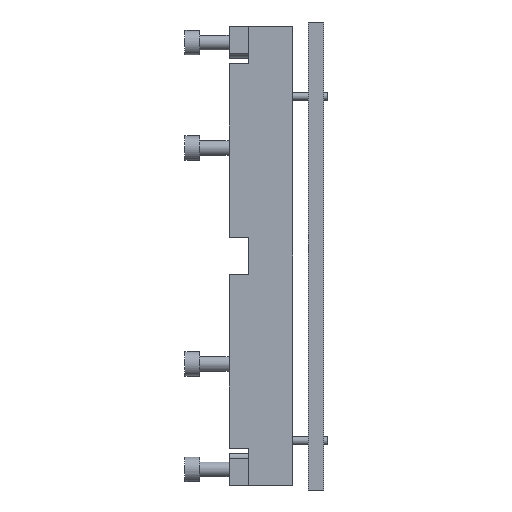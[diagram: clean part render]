
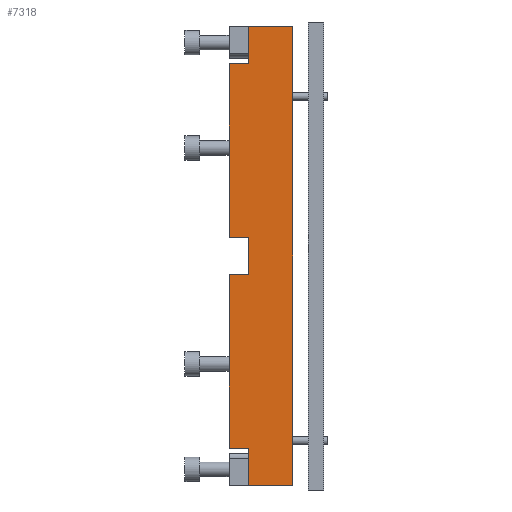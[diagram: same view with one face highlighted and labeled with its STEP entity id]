
A CAD part, left-side view. The second image highlights one B-rep face of the part: STEP entity #7318.
In plain terms, the highlighted planar face has unit normal (-1, 0, 0).
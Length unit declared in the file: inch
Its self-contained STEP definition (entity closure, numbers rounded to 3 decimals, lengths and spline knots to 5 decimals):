
#73 = DIRECTION ( 'NONE',  ( 0., 1., 0. ) ) ;
#130 = DIRECTION ( 'NONE',  ( 0., 0., 1. ) ) ;
#234 = EDGE_CURVE ( 'NONE', #313, #2888, #5649, .T. ) ;
#313 = VERTEX_POINT ( 'NONE', #7127 ) ;
#736 = DIRECTION ( 'NONE',  ( 0., 0., -1. ) ) ;
#884 = VECTOR ( 'NONE', #5544, 39.37008 ) ;
#927 = VERTEX_POINT ( 'NONE', #7618 ) ;
#974 = VECTOR ( 'NONE', #2914, 39.37008 ) ;
#1057 = CARTESIAN_POINT ( 'NONE',  ( -0.92126, 0.17717, -0.0748 ) ) ;
#1058 = LINE ( 'NONE', #4765, #7756 ) ;
#1173 = ORIENTED_EDGE ( 'NONE', *, *, #3150, .F. ) ;
#1214 = ORIENTED_EDGE ( 'NONE', *, *, #6263, .F. ) ;
#1312 = ORIENTED_EDGE ( 'NONE', *, *, #3928, .F. ) ;
#1403 = EDGE_CURVE ( 'NONE', #7211, #927, #7832, .T. ) ;
#1423 = ORIENTED_EDGE ( 'NONE', *, *, #2998, .T. ) ;
#1531 = CARTESIAN_POINT ( 'NONE',  ( -0.92126, 0.25591, -0.0748 ) ) ;
#1678 = VERTEX_POINT ( 'NONE', #2445 ) ;
#1692 = CARTESIAN_POINT ( 'NONE',  ( -0.92126, 0.17717, -0.77165 ) ) ;
#1714 = CARTESIAN_POINT ( 'NONE',  ( -0.92126, 0.25591, -0.77165 ) ) ;
#1722 = CARTESIAN_POINT ( 'NONE',  ( -0.92126, 0., -0.92126 ) ) ;
#1781 = LINE ( 'NONE', #7799, #3652 ) ;
#1838 = DIRECTION ( 'NONE',  ( 0., -1., 0. ) ) ;
#1857 = ORIENTED_EDGE ( 'NONE', *, *, #5958, .F. ) ;
#1860 = VERTEX_POINT ( 'NONE', #2396 ) ;
#2129 = VECTOR ( 'NONE', #73, 39.37008 ) ;
#2315 = CARTESIAN_POINT ( 'NONE',  ( -0.92126, 0.25591, -0.92126 ) ) ;
#2382 = LINE ( 'NONE', #2315, #6723 ) ;
#2396 = CARTESIAN_POINT ( 'NONE',  ( -0.92126, 0.17717, -0.92126 ) ) ;
#2445 = CARTESIAN_POINT ( 'NONE',  ( -0.92126, 0.25591, 0.77165 ) ) ;
#2500 = DIRECTION ( 'NONE',  ( 0., 0., 1. ) ) ;
#2691 = VERTEX_POINT ( 'NONE', #7541 ) ;
#2713 = EDGE_CURVE ( 'NONE', #7211, #4876, #3390, .T. ) ;
#2888 = VERTEX_POINT ( 'NONE', #3940 ) ;
#2914 = DIRECTION ( 'NONE',  ( 0., 1., 0. ) ) ;
#2943 = DIRECTION ( 'NONE',  ( 0., 0., 1. ) ) ;
#2998 = EDGE_CURVE ( 'NONE', #1860, #7337, #1781, .T. ) ;
#3004 = ORIENTED_EDGE ( 'NONE', *, *, #234, .F. ) ;
#3040 = CARTESIAN_POINT ( 'NONE',  ( -0.92126, 0.25591, -0.92126 ) ) ;
#3150 = EDGE_CURVE ( 'NONE', #4521, #7501, #4390, .T. ) ;
#3207 = CARTESIAN_POINT ( 'NONE',  ( -0.92126, 0.17717, 0.77165 ) ) ;
#3219 = CARTESIAN_POINT ( 'NONE',  ( -0.92126, 0.17717, -0.77165 ) ) ;
#3390 = LINE ( 'NONE', #7767, #974 ) ;
#3652 = VECTOR ( 'NONE', #4187, 39.37008 ) ;
#3682 = DIRECTION ( 'NONE',  ( 1., 0., 0. ) ) ;
#3716 = VECTOR ( 'NONE', #130, 39.37008 ) ;
#3807 = EDGE_CURVE ( 'NONE', #927, #2691, #4597, .T. ) ;
#3928 = EDGE_CURVE ( 'NONE', #2691, #1678, #2382, .T. ) ;
#3940 = CARTESIAN_POINT ( 'NONE',  ( -0.92126, 0.17717, 0.92126 ) ) ;
#4019 = LINE ( 'NONE', #1722, #7510 ) ;
#4124 = DIRECTION ( 'NONE',  ( 0., 0., 1. ) ) ;
#4187 = DIRECTION ( 'NONE',  ( 0., -1., 0. ) ) ;
#4188 = VECTOR ( 'NONE', #2500, 39.37008 ) ;
#4333 = CARTESIAN_POINT ( 'NONE',  ( -0.92126, 0., -0.92126 ) ) ;
#4390 = LINE ( 'NONE', #3219, #2129 ) ;
#4450 = CARTESIAN_POINT ( 'NONE',  ( -0.92126, 0.17717, 0.0748 ) ) ;
#4521 = VERTEX_POINT ( 'NONE', #1692 ) ;
#4559 = DIRECTION ( 'NONE',  ( 0., 1., 0. ) ) ;
#4597 = LINE ( 'NONE', #4450, #5301 ) ;
#4651 = ORIENTED_EDGE ( 'NONE', *, *, #2713, .T. ) ;
#4676 = VERTEX_POINT ( 'NONE', #5660 ) ;
#4746 = EDGE_CURVE ( 'NONE', #313, #1678, #5624, .T. ) ;
#4765 = CARTESIAN_POINT ( 'NONE',  ( -0.92126, 0.25591, -0.92126 ) ) ;
#4876 = VERTEX_POINT ( 'NONE', #1531 ) ;
#4986 = ORIENTED_EDGE ( 'NONE', *, *, #5121, .F. ) ;
#4997 = CARTESIAN_POINT ( 'NONE',  ( -0.92126, 0.25591, 0.92126 ) ) ;
#5121 = EDGE_CURVE ( 'NONE', #2888, #4676, #6132, .T. ) ;
#5207 = AXIS2_PLACEMENT_3D ( 'NONE', #3040, #3682, #736 ) ;
#5265 = ORIENTED_EDGE ( 'NONE', *, *, #1403, .F. ) ;
#5301 = VECTOR ( 'NONE', #4559, 39.37008 ) ;
#5331 = DIRECTION ( 'NONE',  ( 0., 0., 1. ) ) ;
#5491 = EDGE_LOOP ( 'NONE', ( #3004, #6354, #1312, #7865, #5265, #4651, #1214, #1173, #1857, #1423, #6526, #4986 ) ) ;
#5544 = DIRECTION ( 'NONE',  ( 0., 1., 0. ) ) ;
#5624 = LINE ( 'NONE', #3207, #884 ) ;
#5649 = LINE ( 'NONE', #6333, #3716 ) ;
#5660 = CARTESIAN_POINT ( 'NONE',  ( -0.92126, 0., 0.92126 ) ) ;
#5958 = EDGE_CURVE ( 'NONE', #1860, #4521, #7922, .T. ) ;
#6132 = LINE ( 'NONE', #4997, #6870 ) ;
#6158 = CARTESIAN_POINT ( 'NONE',  ( -0.92126, 0.17717, -0.92126 ) ) ;
#6184 = PLANE ( 'NONE',  #5207 ) ;
#6263 = EDGE_CURVE ( 'NONE', #7501, #4876, #1058, .T. ) ;
#6333 = CARTESIAN_POINT ( 'NONE',  ( -0.92126, 0.17717, 0.92126 ) ) ;
#6354 = ORIENTED_EDGE ( 'NONE', *, *, #4746, .T. ) ;
#6525 = DIRECTION ( 'NONE',  ( 0., 0., 1. ) ) ;
#6526 = ORIENTED_EDGE ( 'NONE', *, *, #6564, .T. ) ;
#6564 = EDGE_CURVE ( 'NONE', #7337, #4676, #4019, .T. ) ;
#6723 = VECTOR ( 'NONE', #5331, 39.37008 ) ;
#6870 = VECTOR ( 'NONE', #1838, 39.37008 ) ;
#7127 = CARTESIAN_POINT ( 'NONE',  ( -0.92126, 0.17717, 0.77165 ) ) ;
#7211 = VERTEX_POINT ( 'NONE', #1057 ) ;
#7297 = VECTOR ( 'NONE', #2943, 39.37008 ) ;
#7318 = ADVANCED_FACE ( 'NONE', ( #7386 ), #6184, .F. ) ;
#7337 = VERTEX_POINT ( 'NONE', #4333 ) ;
#7386 = FACE_OUTER_BOUND ( 'NONE', #5491, .T. ) ;
#7501 = VERTEX_POINT ( 'NONE', #1714 ) ;
#7510 = VECTOR ( 'NONE', #4124, 39.37008 ) ;
#7541 = CARTESIAN_POINT ( 'NONE',  ( -0.92126, 0.25591, 0.0748 ) ) ;
#7618 = CARTESIAN_POINT ( 'NONE',  ( -0.92126, 0.17717, 0.0748 ) ) ;
#7756 = VECTOR ( 'NONE', #6525, 39.37008 ) ;
#7767 = CARTESIAN_POINT ( 'NONE',  ( -0.92126, 0.17717, -0.0748 ) ) ;
#7799 = CARTESIAN_POINT ( 'NONE',  ( -0.92126, 0.25591, -0.92126 ) ) ;
#7832 = LINE ( 'NONE', #7920, #7297 ) ;
#7865 = ORIENTED_EDGE ( 'NONE', *, *, #3807, .F. ) ;
#7920 = CARTESIAN_POINT ( 'NONE',  ( -0.92126, 0.17717, 0.0748 ) ) ;
#7922 = LINE ( 'NONE', #6158, #4188 ) ;
